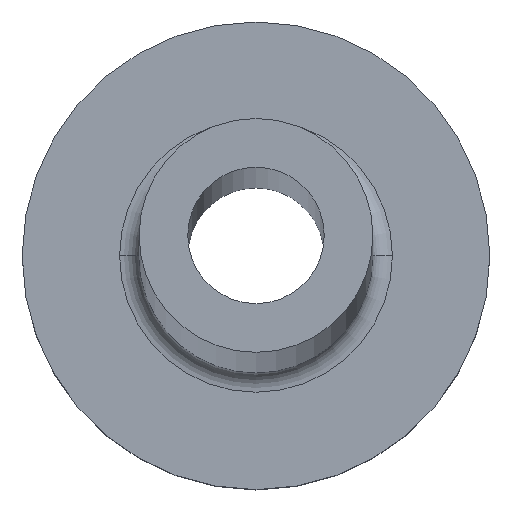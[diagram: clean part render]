
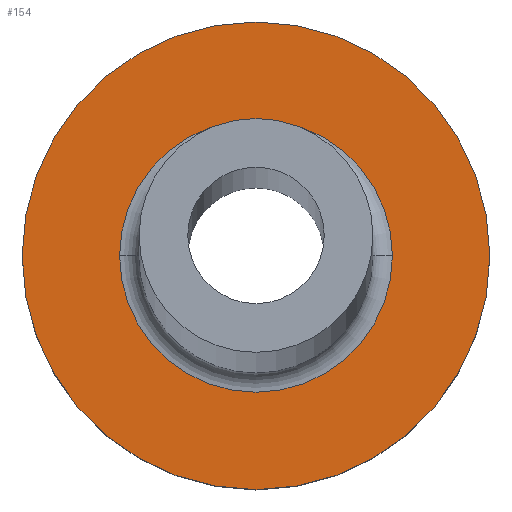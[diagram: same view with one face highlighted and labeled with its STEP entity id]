
A CAD part, top view. The second image highlights one B-rep face of the part: STEP entity #154.
In plain terms, the highlighted planar face has unit normal (0, 0, 1).
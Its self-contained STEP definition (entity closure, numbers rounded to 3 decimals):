
#15 = EDGE_CURVE ( 'NONE', #121, #166, #284, .T. ) ;
#21 = EDGE_LOOP ( 'NONE', ( #122, #81 ) ) ;
#22 = AXIS2_PLACEMENT_3D ( 'NONE', #294, #264, #35 ) ;
#35 = DIRECTION ( 'NONE',  ( 1., 0., 0. ) ) ;
#45 = DIRECTION ( 'NONE',  ( 1., 0., 0. ) ) ;
#50 = DIRECTION ( 'NONE',  ( 0., 0., 1. ) ) ;
#52 = CARTESIAN_POINT ( 'NONE',  ( 0., 0., 5. ) ) ;
#81 = ORIENTED_EDGE ( 'NONE', *, *, #184, .T. ) ;
#82 = AXIS2_PLACEMENT_3D ( 'NONE', #135, #367, #188 ) ;
#104 = PLANE ( 'NONE',  #312 ) ;
#121 = VERTEX_POINT ( 'NONE', #215 ) ;
#122 = ORIENTED_EDGE ( 'NONE', *, *, #15, .T. ) ;
#135 = CARTESIAN_POINT ( 'NONE',  ( 0., 0., 5. ) ) ;
#138 = CARTESIAN_POINT ( 'NONE',  ( 3.5, 0., 5. ) ) ;
#141 = CIRCLE ( 'NONE', #297, 3.5 ) ;
#142 = FACE_BOUND ( 'NONE', #150, .T. ) ;
#150 = EDGE_LOOP ( 'NONE', ( #352, #290 ) ) ;
#154 = ADVANCED_FACE ( 'NONE', ( #142, #304 ), #104, .T. ) ;
#166 = VERTEX_POINT ( 'NONE', #186 ) ;
#168 = DIRECTION ( 'NONE',  ( 0., 0., 1. ) ) ;
#184 = EDGE_CURVE ( 'NONE', #166, #121, #360, .T. ) ;
#186 = CARTESIAN_POINT ( 'NONE',  ( 6., 0., 5. ) ) ;
#188 = DIRECTION ( 'NONE',  ( 1., 0., 0. ) ) ;
#190 = CIRCLE ( 'NONE', #82, 3.5 ) ;
#195 = VERTEX_POINT ( 'NONE', #370 ) ;
#215 = CARTESIAN_POINT ( 'NONE',  ( -6., 0., 5. ) ) ;
#216 = EDGE_CURVE ( 'NONE', #195, #258, #190, .T. ) ;
#233 = DIRECTION ( 'NONE',  ( 0., 0., -1. ) ) ;
#258 = VERTEX_POINT ( 'NONE', #138 ) ;
#264 = DIRECTION ( 'NONE',  ( 0., 0., 1. ) ) ;
#277 = DIRECTION ( 'NONE',  ( 1., 0., 0. ) ) ;
#280 = AXIS2_PLACEMENT_3D ( 'NONE', #335, #168, #277 ) ;
#284 = CIRCLE ( 'NONE', #22, 6. ) ;
#290 = ORIENTED_EDGE ( 'NONE', *, *, #216, .T. ) ;
#294 = CARTESIAN_POINT ( 'NONE',  ( 0., 0., 5. ) ) ;
#297 = AXIS2_PLACEMENT_3D ( 'NONE', #374, #233, #348 ) ;
#304 = FACE_OUTER_BOUND ( 'NONE', #21, .T. ) ;
#312 = AXIS2_PLACEMENT_3D ( 'NONE', #52, #50, #45 ) ;
#335 = CARTESIAN_POINT ( 'NONE',  ( 0., 0., 5. ) ) ;
#347 = EDGE_CURVE ( 'NONE', #258, #195, #141, .T. ) ;
#348 = DIRECTION ( 'NONE',  ( 1., 0., 0. ) ) ;
#352 = ORIENTED_EDGE ( 'NONE', *, *, #347, .T. ) ;
#360 = CIRCLE ( 'NONE', #280, 6. ) ;
#367 = DIRECTION ( 'NONE',  ( 0., 0., -1. ) ) ;
#370 = CARTESIAN_POINT ( 'NONE',  ( -3.5, 0., 5. ) ) ;
#374 = CARTESIAN_POINT ( 'NONE',  ( 0., 0., 5. ) ) ;
